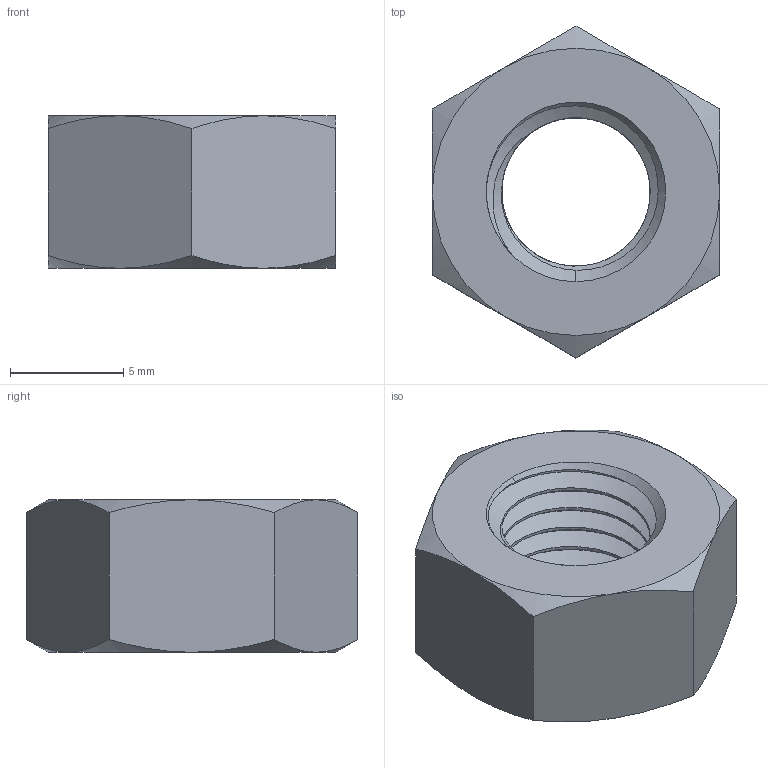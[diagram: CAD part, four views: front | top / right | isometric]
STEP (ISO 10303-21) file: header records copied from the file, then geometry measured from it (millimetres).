
FILE_DESCRIPTION (( 'STEP AP203' ), '1' );
FILE_NAME ('95479A117.step', '2015-01-09T22:03:35', ( '' ), ( '' ), 'SwSTEP 2.0', 'SolidWorks 2010', '' );
FILE_SCHEMA (( 'CONFIG_CONTROL_DESIGN' ));
Length unit declared in the file: inch
Products named in the file (1): 95479A117
Bounding box: 12.7 x 14.66 x 6.75 mm (x, y, z)
Volume: 653.8 mm3; surface area: 730.2 mm2
Topology: 1 solids, 1 shells, 43 faces, 106 edges, 65 vertices
Faces by surface type: cone 18, cylinder 14, plane 8, bspline 3
Entity records: 2593 total; most frequent: CARTESIAN_POINT 1651, ORIENTED_EDGE 212, DIRECTION 143, EDGE_CURVE 106, VERTEX_POINT 65, AXIS2_PLACEMENT_3D 60, EDGE_LOOP 45, FACE_OUTER_BOUND 43
